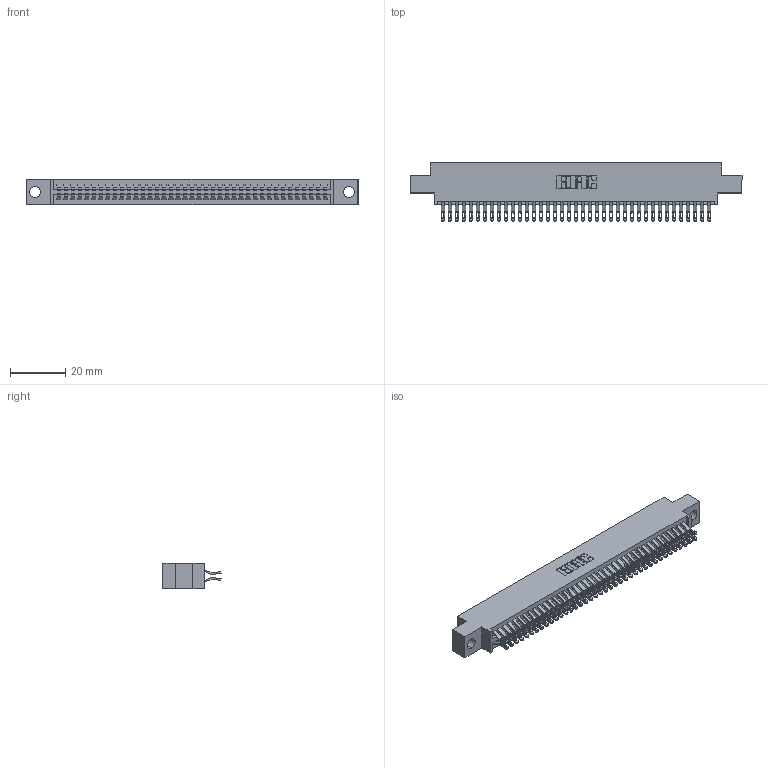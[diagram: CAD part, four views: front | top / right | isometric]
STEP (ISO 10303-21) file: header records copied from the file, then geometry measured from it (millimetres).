
FILE_DESCRIPTION (( 'STEP AP203' ), '1' );
FILE_NAME ('395-078-555-804.STEP', '2021-06-17T06:44:36', ( '' ), ( '' ), 'SwSTEP 2.0', 'SolidWorks 2020', '' );
FILE_SCHEMA (( 'CONFIG_CONTROL_DESIGN' ));
Length unit declared in the file: inch
Products named in the file (3): 395-078-555-804; 345 Part_0.170 Offset - 0.156 Dia-TI; 345-292-001_555 Tail
Assembly tree (79 placements, depth 2):
  395-078-555-804
    345 Part_0.170 Offset - 0.156 Dia-TI
    345-292-001_555 Tail  x78
Bounding box: 120.27 x 21.13 x 9.4 mm (x, y, z)
Volume: 11662.1 mm3; surface area: 17962.4 mm2
Topology: 79 solids, 79 shells, 4512 faces, 14195 edges, 9462 vertices
Faces by surface type: plane 2516, cylinder 1996
Entity records: 31881 total; most frequent: CARTESIAN_POINT 5388, ORIENTED_EDGE 5290, DIRECTION 4721, EDGE_CURVE 2645, VECTOR 2337, LINE 2337, VERTEX_POINT 1762, AXIS2_PLACEMENT_3D 1192
